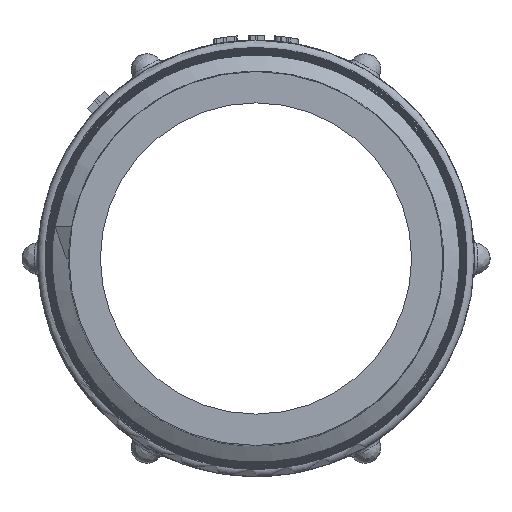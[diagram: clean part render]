
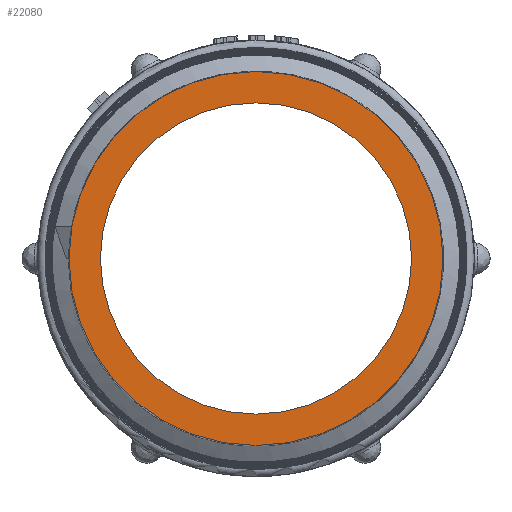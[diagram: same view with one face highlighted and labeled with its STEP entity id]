
A CAD part, left-side view. The second image highlights one B-rep face of the part: STEP entity #22080.
In plain terms, the highlighted planar face has unit normal (-1, 0, 0).
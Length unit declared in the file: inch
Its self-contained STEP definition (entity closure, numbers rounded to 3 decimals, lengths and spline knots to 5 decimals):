
#22046=CARTESIAN_POINT('',(-2.0,0.62,0.0));
#22047=VERTEX_POINT('',#22046);
#22048=CARTESIAN_POINT('',(-2.0,0.0,0.0));
#22049=DIRECTION('',(1.0,0.0,0.0));
#22050=DIRECTION('',(0.0,1.0,0.0));
#22051=AXIS2_PLACEMENT_3D('',#22048,#22049,#22050);
#22052=CIRCLE('',#22051,0.62);
#22053=EDGE_CURVE('',#22047,#22047,#22052,.T.);
#22061=CARTESIAN_POINT('',(-2.0,0.6825,0.0));
#22062=DIRECTION('',(-1.0,0.0,0.0));
#22063=DIRECTION('',(0.0,0.0,1.0));
#22064=AXIS2_PLACEMENT_3D('',#22061,#22062,#22063);
#22065=PLANE('',#22064);
#22066=CARTESIAN_POINT('',(-2.0,0.745,0.0));
#22067=VERTEX_POINT('',#22066);
#22068=CARTESIAN_POINT('',(-2.0,0.0,0.0));
#22069=DIRECTION('',(1.0,0.0,0.0));
#22070=DIRECTION('',(0.0,1.0,0.0));
#22071=AXIS2_PLACEMENT_3D('',#22068,#22069,#22070);
#22072=CIRCLE('',#22071,0.745);
#22073=EDGE_CURVE('',#22067,#22067,#22072,.T.);
#22074=ORIENTED_EDGE('',*,*,#22073,.F.);
#22075=EDGE_LOOP('',(#22074));
#22076=FACE_OUTER_BOUND('',#22075,.T.);
#22077=ORIENTED_EDGE('',*,*,#22053,.T.);
#22078=EDGE_LOOP('',(#22077));
#22079=FACE_BOUND('',#22078,.T.);
#22080=ADVANCED_FACE('',(#22076,#22079),#22065,.T.);
